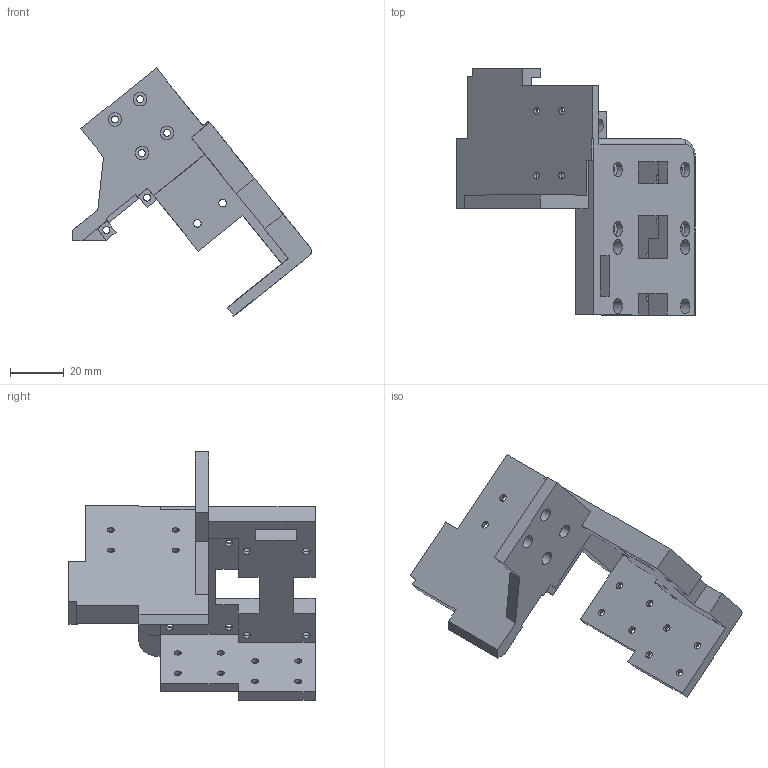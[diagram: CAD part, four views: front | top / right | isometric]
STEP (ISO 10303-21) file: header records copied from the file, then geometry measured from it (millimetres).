
FILE_DESCRIPTION(/* description */ (''),/* implementation_level */ '2;1');
FILE_NAME(/* name */ 'thumb_lower_palm_pla.stp',/* time_stamp */ '2025-01-01T15:47:40-05:00',/* author */ ('Kenny'),/* organization */ (''),/* preprocessor_version */ 'ST-DEVELOPER v20',/* originating_system */ 'Autodesk Inventor 2025',/* authorisation */ '');
FILE_SCHEMA (('AUTOMOTIVE_DESIGN { 1 0 10303 214 3 1 1 }'));
Length unit declared in the file: millimetre
Products named in the file (1): palm_bottom_aligned_thumb_MIR
Bounding box: 88.59 x 91.3 x 92 mm (x, y, z)
Volume: 56798.3 mm3; surface area: 27378.7 mm2
Topology: 1 solids, 1 shells, 182 faces, 445 edges, 294 vertices
Faces by surface type: plane 119, cylinder 62, torus 1
Full cylindrical faces by diameter (mm): 2.6 x18, 2.8 x10, 3.4 x2, 4.3 x2, 5 x18, 5.5 x8
Entity records: 5699 total; most frequent: DIRECTION 936, CARTESIAN_POINT 922, ORIENTED_EDGE 890, EDGE_CURVE 445, LINE 320, VECTOR 320, AXIS2_PLACEMENT_3D 308, VERTEX_POINT 294
